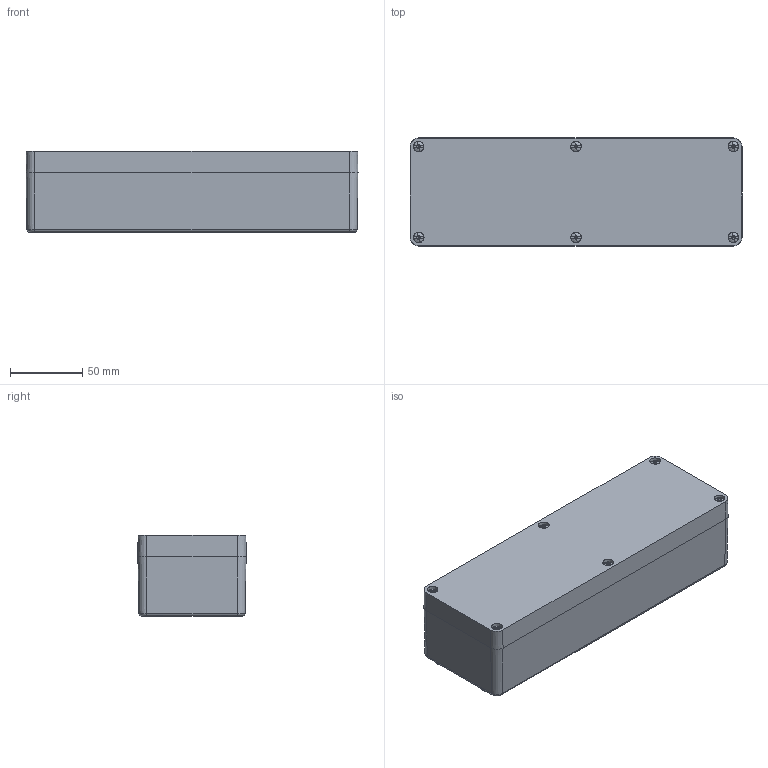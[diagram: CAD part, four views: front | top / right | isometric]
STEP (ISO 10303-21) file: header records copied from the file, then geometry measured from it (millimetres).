
FILE_DESCRIPTION(('CATIA V5 STEP Exchange','CAx-IF Rec.Pracs.--- Model Styling and Organization---1.5--- 2016-08-15','CAx-IF Rec.Pracs.---Supplemental Geometry---1.0---2011-11-01','CAx-IF Rec.Pracs.--- Composite Materials ---1.1---2010-07-15'),'2;1');
FILE_NAME ('010905-5_2', '2024-06-06T09:17:12+00:00', ('none'), ('Weidmueller'), 'CATIA Version 5-6 Release 2022 SP4 HF5', 'CATIA V5 STEP AP214 v3', 'none');
FILE_SCHEMA(('AUTOMOTIVE_DESIGN { 1 0 10303 214 1 1 1 1 }'));
Length unit declared in the file: millimetre
Products named in the file (1): KLIPPON_POK_082306
Bounding box: 230 x 75 x 56.5 mm (x, y, z)
Volume: 308800.1 mm3; surface area: 148155.2 mm2
Topology: 9 solids, 21 shells, 1019 faces, 2430 edges, 1438 vertices
Faces by surface type: plane 411, cone 268, cylinder 156, torus 124, sphere 36, revolution 24
Entity records: 30117 total; most frequent: CARTESIAN_POINT 8546, ORIENTED_EDGE 4792, DIRECTION 3099, EDGE_CURVE 2396, AXIS2_PLACEMENT_3D 1538, VERTEX_POINT 1438, EDGE_LOOP 1084, ADVANCED_FACE 1019
